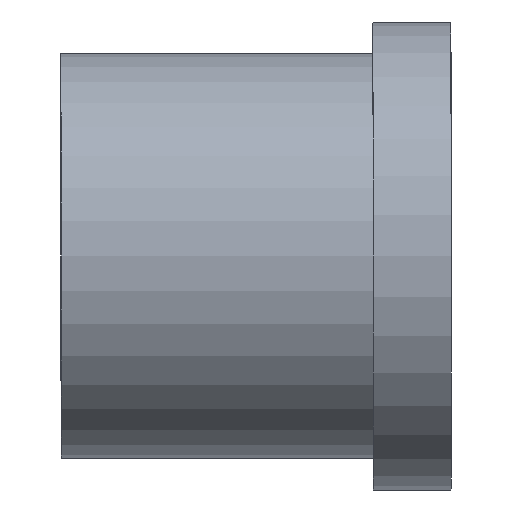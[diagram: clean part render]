
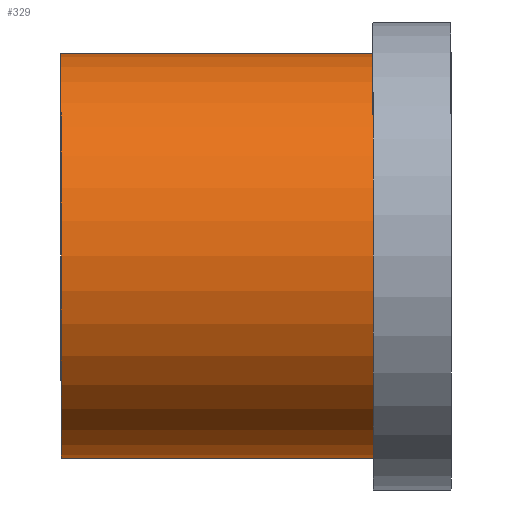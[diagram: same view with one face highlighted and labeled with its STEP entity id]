
A CAD part, front view. The second image highlights one B-rep face of the part: STEP entity #329.
In plain terms, the highlighted cylindrical face has radius 1.3 mm (diameter 2.6 mm), a partial arc.
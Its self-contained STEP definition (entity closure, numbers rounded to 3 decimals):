
#217 = VERTEX_POINT('',#218);
#218 = CARTESIAN_POINT('',(2.5,1.2,-0.5));
#224 = EDGE_CURVE('',#225,#217,#227,.T.);
#225 = VERTEX_POINT('',#226);
#226 = CARTESIAN_POINT('',(2.5,1.2,0.5));
#227 = CIRCLE('',#228,1.3);
#228 = AXIS2_PLACEMENT_3D('',#229,#230,#231);
#229 = CARTESIAN_POINT('',(2.5,0.,0.));
#230 = DIRECTION('',(1.,0.,0.));
#231 = DIRECTION('',(0.,1.,0.));
#309 = EDGE_CURVE('',#310,#225,#312,.T.);
#310 = VERTEX_POINT('',#311);
#311 = CARTESIAN_POINT('',(0.5,1.2,0.5));
#312 = LINE('',#313,#314);
#313 = CARTESIAN_POINT('',(0.5,1.2,0.5));
#314 = VECTOR('',#315,1.);
#315 = DIRECTION('',(1.,0.,0.));
#329 = ADVANCED_FACE('',(#330),#349,.T.);
#330 = FACE_BOUND('',#331,.F.);
#331 = EDGE_LOOP('',(#332,#333,#334,#342));
#332 = ORIENTED_EDGE('',*,*,#309,.T.);
#333 = ORIENTED_EDGE('',*,*,#224,.T.);
#334 = ORIENTED_EDGE('',*,*,#335,.F.);
#335 = EDGE_CURVE('',#336,#217,#338,.T.);
#336 = VERTEX_POINT('',#337);
#337 = CARTESIAN_POINT('',(0.5,1.2,-0.5));
#338 = LINE('',#339,#340);
#339 = CARTESIAN_POINT('',(0.5,1.2,-0.5));
#340 = VECTOR('',#341,1.);
#341 = DIRECTION('',(1.,0.,0.));
#342 = ORIENTED_EDGE('',*,*,#343,.F.);
#343 = EDGE_CURVE('',#310,#336,#344,.T.);
#344 = CIRCLE('',#345,1.3);
#345 = AXIS2_PLACEMENT_3D('',#346,#347,#348);
#346 = CARTESIAN_POINT('',(0.5,0.,0.));
#347 = DIRECTION('',(1.,0.,0.));
#348 = DIRECTION('',(0.,1.,0.));
#349 = CYLINDRICAL_SURFACE('',#350,1.3);
#350 = AXIS2_PLACEMENT_3D('',#351,#352,#353);
#351 = CARTESIAN_POINT('',(0.5,0.,0.));
#352 = DIRECTION('',(-1.,0.,0.));
#353 = DIRECTION('',(0.,1.,0.));
